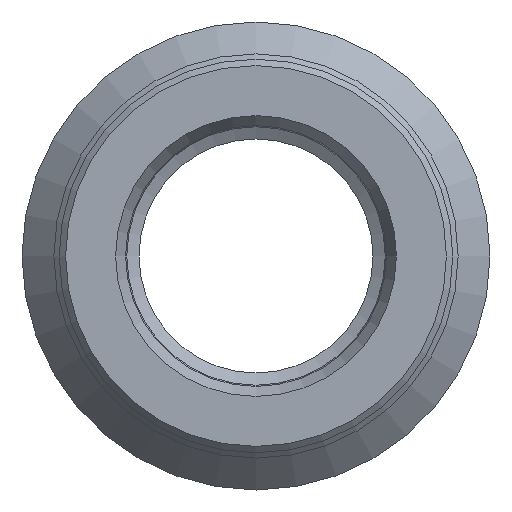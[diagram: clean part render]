
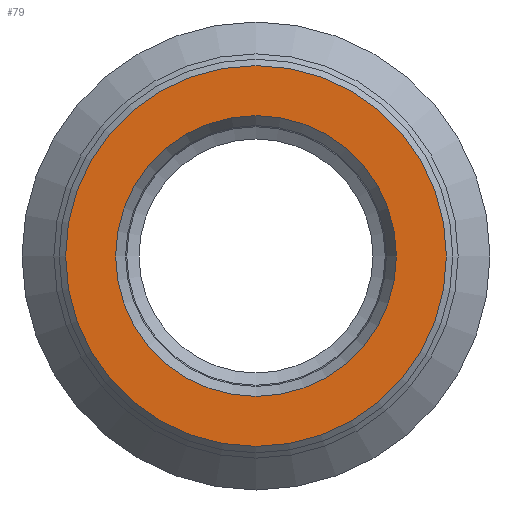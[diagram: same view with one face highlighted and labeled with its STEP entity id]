
A CAD part, front view. The second image highlights one B-rep face of the part: STEP entity #79.
In plain terms, the highlighted planar face has unit normal (0, -1, 0).
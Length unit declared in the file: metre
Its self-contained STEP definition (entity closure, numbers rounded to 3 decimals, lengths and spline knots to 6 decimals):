
#79 = ADVANCED_FACE( 'NONE', ( #184, #185 ), #186, .T. );
#184 = FACE_OUTER_BOUND( '', #323, .T. );
#185 = FACE_BOUND( '', #324, .T. );
#186 = PLANE( '', #325 );
#323 = EDGE_LOOP( '', ( #478 ) );
#324 = EDGE_LOOP( '', ( #479 ) );
#325 = AXIS2_PLACEMENT_3D( '', #480, #481, #482 );
#478 = ORIENTED_EDGE( '', *, *, #630, .F. );
#479 = ORIENTED_EDGE( '', *, *, #624, .T. );
#480 = CARTESIAN_POINT( '', ( 0.00895, -0.0212, 0. ) );
#481 = DIRECTION( '', ( 0., -1., 0. ) );
#482 = DIRECTION( '', ( 0., 0., -1. ) );
#624 = EDGE_CURVE( 'NONE', #699, #699, #700, .T. );
#630 = EDGE_CURVE( 'NONE', #709, #709, #710, .T. );
#699 = VERTEX_POINT( '', #798 );
#700 = CIRCLE( '', #799, 0.0066 );
#709 = VERTEX_POINT( '', #808 );
#710 = CIRCLE( '', #809, 0.00895 );
#798 = CARTESIAN_POINT( '', ( 0., -0.0212, 0.0066 ) );
#799 = AXIS2_PLACEMENT_3D( '', #900, #901, #902 );
#808 = CARTESIAN_POINT( '', ( 0., -0.0212, 0.00895 ) );
#809 = AXIS2_PLACEMENT_3D( '', #912, #913, #914 );
#900 = CARTESIAN_POINT( '', ( 0., -0.0212, 0. ) );
#901 = DIRECTION( '', ( 0., 1., 0. ) );
#902 = DIRECTION( '', ( 0., 0., 1. ) );
#912 = CARTESIAN_POINT( '', ( 0., -0.0212, 0. ) );
#913 = DIRECTION( '', ( 0., 1., 0. ) );
#914 = DIRECTION( '', ( 0., 0., 1. ) );
